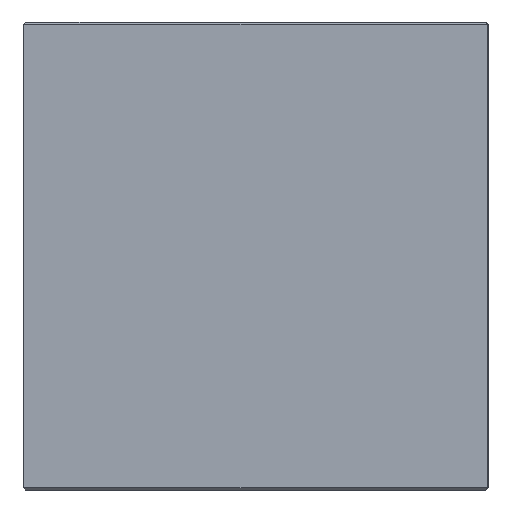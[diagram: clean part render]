
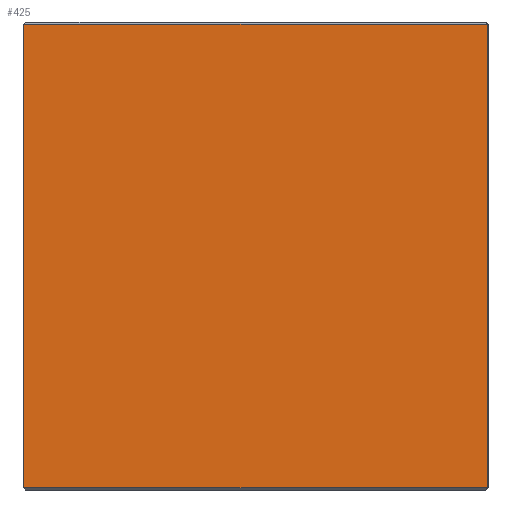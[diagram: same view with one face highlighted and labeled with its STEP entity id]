
A CAD part, front view. The second image highlights one B-rep face of the part: STEP entity #425.
In plain terms, the highlighted planar face has unit normal (0, -1, 0).
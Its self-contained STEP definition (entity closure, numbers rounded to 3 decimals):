
#1 = DIRECTION ( 'NONE',  ( 1., 0., 0. ) ) ;
#26 = AXIS2_PLACEMENT_3D ( 'NONE', #100, #263, #367 ) ;
#32 = DIRECTION ( 'NONE',  ( 0., 0., 1. ) ) ;
#45 = EDGE_CURVE ( 'NONE', #153, #57, #174, .T. ) ;
#57 = VERTEX_POINT ( 'NONE', #335 ) ;
#73 = VECTOR ( 'NONE', #454, 1000. ) ;
#93 = EDGE_CURVE ( 'NONE', #307, #329, #373, .T. ) ;
#100 = CARTESIAN_POINT ( 'NONE',  ( -10., -17.321, 20. ) ) ;
#117 = ORIENTED_EDGE ( 'NONE', *, *, #93, .T. ) ;
#124 = CARTESIAN_POINT ( 'NONE',  ( -9.927, -17.321, 0.1 ) ) ;
#153 = VERTEX_POINT ( 'NONE', #385 ) ;
#174 = LINE ( 'NONE', #497, #394 ) ;
#207 = CARTESIAN_POINT ( 'NONE',  ( -9.927, -17.321, 19.9 ) ) ;
#214 = FACE_OUTER_BOUND ( 'NONE', #344, .T. ) ;
#217 = CARTESIAN_POINT ( 'NONE',  ( -10., -17.321, 19.9 ) ) ;
#241 = EDGE_CURVE ( 'NONE', #329, #153, #312, .T. ) ;
#243 = ORIENTED_EDGE ( 'NONE', *, *, #45, .T. ) ;
#263 = DIRECTION ( 'NONE',  ( 0., 1., 0. ) ) ;
#272 = CARTESIAN_POINT ( 'NONE',  ( -10., -17.321, 0.1 ) ) ;
#300 = LINE ( 'NONE', #217, #386 ) ;
#305 = VECTOR ( 'NONE', #1, 1000. ) ;
#307 = VERTEX_POINT ( 'NONE', #207 ) ;
#312 = LINE ( 'NONE', #272, #305 ) ;
#329 = VERTEX_POINT ( 'NONE', #124 ) ;
#335 = CARTESIAN_POINT ( 'NONE',  ( 9.9, -17.321, 19.9 ) ) ;
#344 = EDGE_LOOP ( 'NONE', ( #243, #383, #117, #481 ) ) ;
#346 = DIRECTION ( 'NONE',  ( -1., 0., 0. ) ) ;
#367 = DIRECTION ( 'NONE',  ( 0., 0., 1. ) ) ;
#372 = PLANE ( 'NONE',  #26 ) ;
#373 = LINE ( 'NONE', #457, #73 ) ;
#383 = ORIENTED_EDGE ( 'NONE', *, *, #476, .T. ) ;
#385 = CARTESIAN_POINT ( 'NONE',  ( 9.9, -17.321, 0.1 ) ) ;
#386 = VECTOR ( 'NONE', #346, 1000. ) ;
#394 = VECTOR ( 'NONE', #32, 1000. ) ;
#425 = ADVANCED_FACE ( 'NONE', ( #214 ), #372, .F. ) ;
#454 = DIRECTION ( 'NONE',  ( 0., 0., -1. ) ) ;
#457 = CARTESIAN_POINT ( 'NONE',  ( -9.927, -17.321, 20. ) ) ;
#476 = EDGE_CURVE ( 'NONE', #57, #307, #300, .T. ) ;
#481 = ORIENTED_EDGE ( 'NONE', *, *, #241, .T. ) ;
#497 = CARTESIAN_POINT ( 'NONE',  ( 9.9, -17.321, 20. ) ) ;
